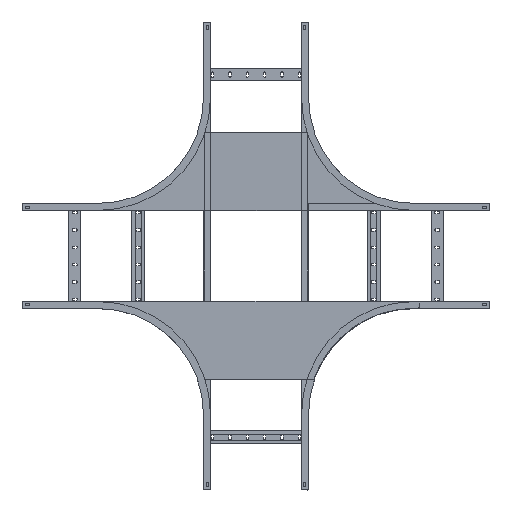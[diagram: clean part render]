
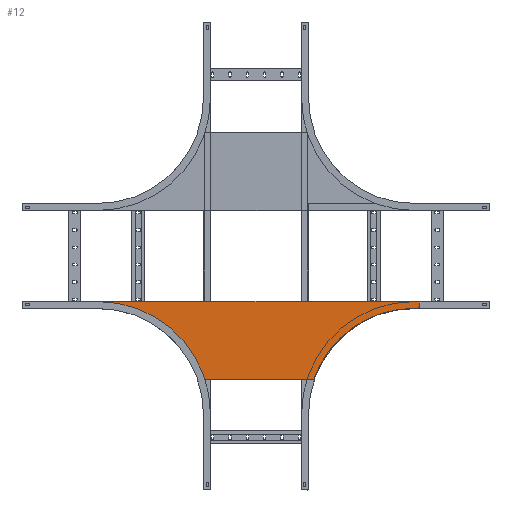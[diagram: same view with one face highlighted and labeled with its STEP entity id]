
A CAD part, top view. The second image highlights one B-rep face of the part: STEP entity #12.
In plain terms, the highlighted face is planar.
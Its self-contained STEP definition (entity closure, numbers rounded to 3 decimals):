
#12 = ADVANCED_FACE ( 'NONE', ( #7560 ), #8718, .F. ) ;
#289 = VECTOR ( 'NONE', #5890, 1000. ) ;
#466 = AXIS2_PLACEMENT_3D ( 'NONE', #8494, #4803, #6815 ) ;
#549 = LINE ( 'NONE', #7787, #5563 ) ;
#551 = DIRECTION ( 'NONE',  ( 0., 0., 1. ) ) ;
#562 = CARTESIAN_POINT ( 'NONE',  ( -560., -1.2, -173.2 ) ) ;
#653 = CARTESIAN_POINT ( 'NONE',  ( -449.538, -1.2, -73.2 ) ) ;
#875 = CARTESIAN_POINT ( 'NONE',  ( -465.4, -1.2, -393.2 ) ) ;
#960 = VERTEX_POINT ( 'NONE', #6620 ) ;
#992 = EDGE_CURVE ( 'NONE', #960, #1549, #6284, .T. ) ;
#1068 = VERTEX_POINT ( 'NONE', #875 ) ;
#1131 = EDGE_CURVE ( 'NONE', #3251, #2365, #4023, .T. ) ;
#1327 = DIRECTION ( 'NONE',  ( 0., 0., -1. ) ) ;
#1389 = DIRECTION ( 'NONE',  ( 1., 0., 0. ) ) ;
#1483 = AXIS2_PLACEMENT_3D ( 'NONE', #3022, #6646, #6547 ) ;
#1549 = VERTEX_POINT ( 'NONE', #2939 ) ;
#1574 = DIRECTION ( 'NONE',  ( 0., 0., 1. ) ) ;
#1707 = CARTESIAN_POINT ( 'NONE',  ( 449.538, -1.2, -73.2 ) ) ;
#1753 = EDGE_CURVE ( 'NONE', #960, #2041, #6046, .T. ) ;
#1813 = CIRCLE ( 'NONE', #466, 5. ) ;
#1944 = CARTESIAN_POINT ( 'NONE',  ( -449.538, -1.2, -375. ) ) ;
#2041 = VERTEX_POINT ( 'NONE', #1944 ) ;
#2351 = LINE ( 'NONE', #6499, #4053 ) ;
#2365 = VERTEX_POINT ( 'NONE', #4532 ) ;
#2673 = VERTEX_POINT ( 'NONE', #9256 ) ;
#2763 = CIRCLE ( 'NONE', #2832, 301.8 ) ;
#2813 = EDGE_CURVE ( 'NONE', #1068, #1549, #549, .T. ) ;
#2832 = AXIS2_PLACEMENT_3D ( 'NONE', #4508, #5861, #1574 ) ;
#2939 = CARTESIAN_POINT ( 'NONE',  ( -465.4, -1.2, -380. ) ) ;
#3022 = CARTESIAN_POINT ( 'NONE',  ( -460.4, -1.2, -380. ) ) ;
#3132 = VECTOR ( 'NONE', #6729, 1000. ) ;
#3251 = VERTEX_POINT ( 'NONE', #4913 ) ;
#3355 = CARTESIAN_POINT ( 'NONE',  ( 460.4, -1.2, -375. ) ) ;
#3362 = ORIENTED_EDGE ( 'NONE', *, *, #8460, .F. ) ;
#3822 = DIRECTION ( 'NONE',  ( 0., 0., -1. ) ) ;
#3905 = CARTESIAN_POINT ( 'NONE',  ( -449.538, -1.2, -375. ) ) ;
#4023 = CIRCLE ( 'NONE', #6548, 301.8 ) ;
#4029 = VERTEX_POINT ( 'NONE', #3355 ) ;
#4053 = VECTOR ( 'NONE', #7357, 1000. ) ;
#4131 = EDGE_LOOP ( 'NONE', ( #8309, #6093, #7648, #6073, #9327, #8281, #6101, #7988, #7782, #3362 ) ) ;
#4344 = CARTESIAN_POINT ( 'NONE',  ( 449.538, -1.2, -375. ) ) ;
#4508 = CARTESIAN_POINT ( 'NONE',  ( -449.538, -1.2, -73.2 ) ) ;
#4532 = CARTESIAN_POINT ( 'NONE',  ( 449.538, -1.2, -375. ) ) ;
#4542 = VERTEX_POINT ( 'NONE', #7655 ) ;
#4565 = VECTOR ( 'NONE', #1327, 1000. ) ;
#4803 = DIRECTION ( 'NONE',  ( 0., -1., 0. ) ) ;
#4887 = EDGE_CURVE ( 'NONE', #2041, #4542, #2763, .T. ) ;
#4913 = CARTESIAN_POINT ( 'NONE',  ( 164.787, -1.2, -173.2 ) ) ;
#5237 = EDGE_CURVE ( 'NONE', #2673, #6936, #6020, .T. ) ;
#5563 = VECTOR ( 'NONE', #551, 1000. ) ;
#5724 = EDGE_CURVE ( 'NONE', #2673, #4029, #1813, .T. ) ;
#5861 = DIRECTION ( 'NONE',  ( 0., -1., 0. ) ) ;
#5890 = DIRECTION ( 'NONE',  ( -1., 0., 0. ) ) ;
#5972 = LINE ( 'NONE', #4344, #7003 ) ;
#6020 = LINE ( 'NONE', #7103, #4565 ) ;
#6046 = LINE ( 'NONE', #3905, #3132 ) ;
#6073 = ORIENTED_EDGE ( 'NONE', *, *, #1131, .F. ) ;
#6093 = ORIENTED_EDGE ( 'NONE', *, *, #5724, .T. ) ;
#6101 = ORIENTED_EDGE ( 'NONE', *, *, #1753, .F. ) ;
#6284 = CIRCLE ( 'NONE', #1483, 5. ) ;
#6499 = CARTESIAN_POINT ( 'NONE',  ( -637., -1.2, -393.2 ) ) ;
#6547 = DIRECTION ( 'NONE',  ( 0., 0., 1. ) ) ;
#6548 = AXIS2_PLACEMENT_3D ( 'NONE', #1707, #6714, #3822 ) ;
#6620 = CARTESIAN_POINT ( 'NONE',  ( -460.4, -1.2, -375. ) ) ;
#6646 = DIRECTION ( 'NONE',  ( 0., -1., 0. ) ) ;
#6712 = EDGE_CURVE ( 'NONE', #3251, #4542, #9000, .T. ) ;
#6714 = DIRECTION ( 'NONE',  ( 0., -1., 0. ) ) ;
#6729 = DIRECTION ( 'NONE',  ( 1., 0., 0. ) ) ;
#6815 = DIRECTION ( 'NONE',  ( 0., 0., 1. ) ) ;
#6936 = VERTEX_POINT ( 'NONE', #8296 ) ;
#7003 = VECTOR ( 'NONE', #1389, 1000. ) ;
#7090 = AXIS2_PLACEMENT_3D ( 'NONE', #653, #7127, #9466 ) ;
#7103 = CARTESIAN_POINT ( 'NONE',  ( 465.4, -1.2, -395.4 ) ) ;
#7127 = DIRECTION ( 'NONE',  ( 0., 1., 0. ) ) ;
#7357 = DIRECTION ( 'NONE',  ( -1., 0., 0. ) ) ;
#7560 = FACE_OUTER_BOUND ( 'NONE', #4131, .T. ) ;
#7648 = ORIENTED_EDGE ( 'NONE', *, *, #8405, .F. ) ;
#7655 = CARTESIAN_POINT ( 'NONE',  ( -164.787, -1.2, -173.2 ) ) ;
#7782 = ORIENTED_EDGE ( 'NONE', *, *, #2813, .F. ) ;
#7787 = CARTESIAN_POINT ( 'NONE',  ( -465.4, -1.2, -395.4 ) ) ;
#7988 = ORIENTED_EDGE ( 'NONE', *, *, #992, .T. ) ;
#8281 = ORIENTED_EDGE ( 'NONE', *, *, #4887, .F. ) ;
#8296 = CARTESIAN_POINT ( 'NONE',  ( 465.4, -1.2, -393.2 ) ) ;
#8309 = ORIENTED_EDGE ( 'NONE', *, *, #5237, .F. ) ;
#8405 = EDGE_CURVE ( 'NONE', #2365, #4029, #5972, .T. ) ;
#8460 = EDGE_CURVE ( 'NONE', #6936, #1068, #2351, .T. ) ;
#8494 = CARTESIAN_POINT ( 'NONE',  ( 460.4, -1.2, -380. ) ) ;
#8718 = PLANE ( 'NONE',  #7090 ) ;
#9000 = LINE ( 'NONE', #562, #289 ) ;
#9256 = CARTESIAN_POINT ( 'NONE',  ( 465.4, -1.2, -380. ) ) ;
#9327 = ORIENTED_EDGE ( 'NONE', *, *, #6712, .T. ) ;
#9466 = DIRECTION ( 'NONE',  ( 0., 0., 1. ) ) ;
